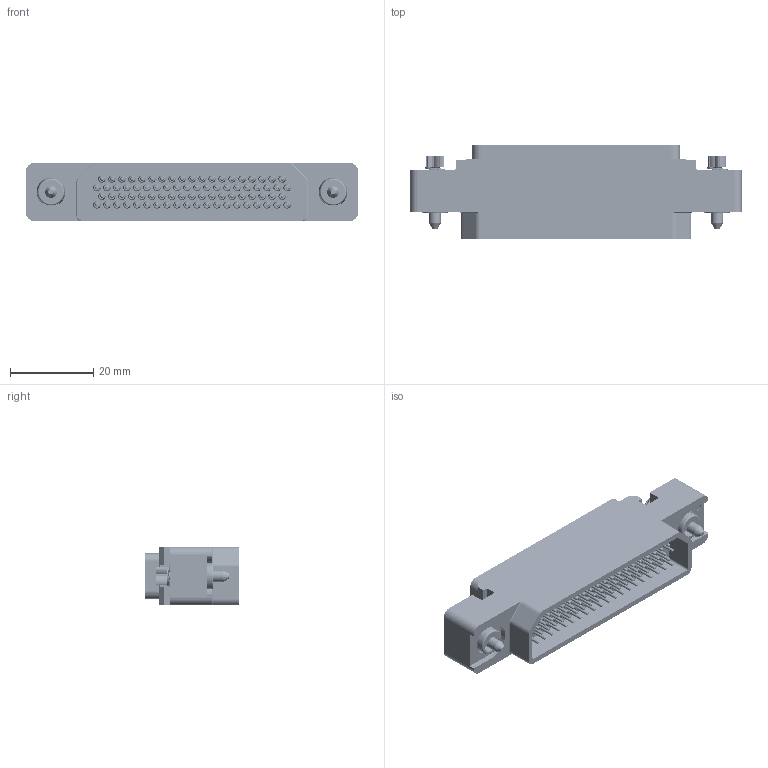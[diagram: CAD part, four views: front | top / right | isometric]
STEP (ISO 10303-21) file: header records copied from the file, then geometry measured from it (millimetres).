
FILE_DESCRIPTION((''),'2;1');
FILE_NAME('1900ND02P1A00B','2019-10-25T',('presta_be4'),(''),'CREO PARAMETRIC BY PTC INC, 2018360','CREO PARAMETRIC BY PTC INC, 2018360','');
FILE_SCHEMA(('CONFIG_CONTROL_DESIGN'));
Products named in the file (1): 1900ND02P1A00B
Bounding box: 80 x 22.8 x 14 mm (x, y, z)
Volume: 11608.3 mm3; surface area: 22732.9 mm2
Topology: 1 solids, 80 shells, 12819 faces, 28412 edges, 16471 vertices
Faces by surface type: cylinder 4568, plane 2776, torus 2694, cone 2216, bspline 314, extrusion 251
Entity records: 410555 total; most frequent: CARTESIAN_POINT 122511, DIRECTION 65923, ORIENTED_EDGE 56196, EDGE_CURVE 28098, AXIS2_PLACEMENT_3D 27110, VERTEX_POINT 16471, CIRCLE 14856, EDGE_LOOP 14331
